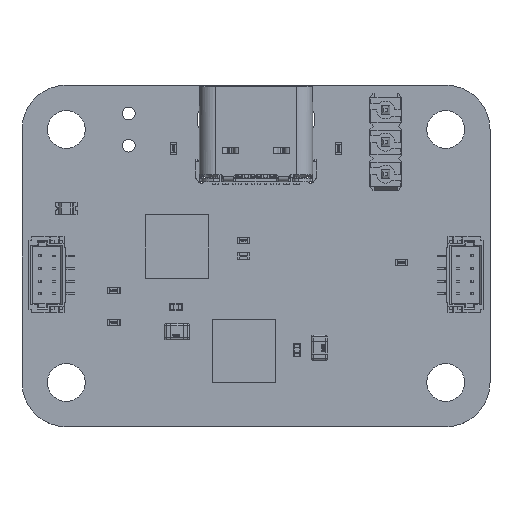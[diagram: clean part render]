
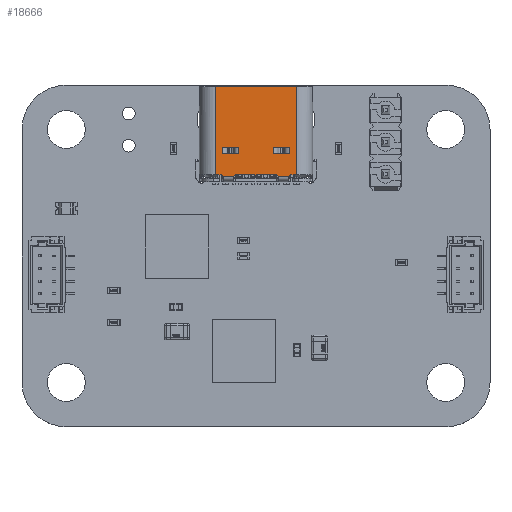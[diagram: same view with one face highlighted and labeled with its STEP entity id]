
A CAD part, top view. The second image highlights one B-rep face of the part: STEP entity #18666.
In plain terms, the highlighted face is planar.
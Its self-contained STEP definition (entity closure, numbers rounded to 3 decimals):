
#11486 = VERTEX_POINT('',#11487);
#11487 = CARTESIAN_POINT('',(11.414,14.75,
    13.429));
#11495 = EDGE_CURVE('',#11496,#11486,#11498,.T.);
#11496 = VERTEX_POINT('',#11497);
#11497 = CARTESIAN_POINT('',(11.414,14.75,
    14.296));
#11498 = LINE('',#11499,#11500);
#11499 = CARTESIAN_POINT('',(11.414,14.75,
    11.867));
#11500 = VECTOR('',#11501,1.);
#11501 = DIRECTION('',(0.,0.,-1.));
#11533 = EDGE_CURVE('',#11486,#11534,#11536,.T.);
#11534 = VERTEX_POINT('',#11535);
#11535 = CARTESIAN_POINT('',(11.314,14.75,13.287)
  );
#11536 = CIRCLE('',#11537,0.15);
#11537 = AXIS2_PLACEMENT_3D('',#11538,#11539,#11540);
#11538 = CARTESIAN_POINT('',(11.464,14.75,
    13.287));
#11539 = DIRECTION('',(0.,-1.,0.));
#11540 = DIRECTION('',(0.,0.,1.));
#11935 = VERTEX_POINT('',#11936);
#11936 = CARTESIAN_POINT('',(9.614,14.75,
    17.397));
#11943 = EDGE_CURVE('',#11944,#11935,#11946,.T.);
#11944 = VERTEX_POINT('',#11945);
#11945 = CARTESIAN_POINT('',(9.114,14.75,
    17.397));
#11946 = LINE('',#11947,#11948);
#11947 = CARTESIAN_POINT('',(11.664,14.75,
    17.397));
#11948 = VECTOR('',#11949,1.);
#11949 = DIRECTION('',(1.,0.,0.));
#12382 = VERTEX_POINT('',#12383);
#12383 = CARTESIAN_POINT('',(4.334,14.75,19.227)
  );
#12390 = EDGE_CURVE('',#12391,#12382,#12393,.T.);
#12391 = VERTEX_POINT('',#12392);
#12392 = CARTESIAN_POINT('',(4.334,14.75,12.847)
  );
#12393 = LINE('',#12394,#12395);
#12394 = CARTESIAN_POINT('',(4.334,14.75,
    11.867));
#12395 = VECTOR('',#12396,1.);
#12396 = DIRECTION('',(0.,0.,1.));
#13611 = VERTEX_POINT('',#13612);
#13612 = CARTESIAN_POINT('',(11.314,14.75,19.227)
  );
#13619 = EDGE_CURVE('',#12382,#13611,#13620,.T.);
#13620 = LINE('',#13621,#13622);
#13621 = CARTESIAN_POINT('',(11.664,14.75,
    19.227));
#13622 = VECTOR('',#13623,1.);
#13623 = DIRECTION('',(1.,0.,0.));
#13888 = VERTEX_POINT('',#13889);
#13889 = CARTESIAN_POINT('',(11.314,14.75,18.787)
  );
#13895 = EDGE_CURVE('',#13611,#13888,#13896,.T.);
#13896 = LINE('',#13897,#13898);
#13897 = CARTESIAN_POINT('',(11.314,14.75,
    11.567));
#13898 = VECTOR('',#13899,1.);
#13899 = DIRECTION('',(0.,0.,-1.));
#16872 = VERTEX_POINT('',#16873);
#16873 = CARTESIAN_POINT('',(11.314,14.75,14.437)
  );
#16879 = EDGE_CURVE('',#16872,#11496,#16880,.T.);
#16880 = CIRCLE('',#16881,0.15);
#16881 = AXIS2_PLACEMENT_3D('',#16882,#16883,#16884);
#16882 = CARTESIAN_POINT('',(11.464,14.75,
    14.437));
#16883 = DIRECTION('',(0.,-1.,0.));
#16884 = DIRECTION('',(0.,0.,1.));
#18666 = ADVANCED_FACE('',(#18667,#18721,#18746),#18780,.T.);
#18667 = FACE_BOUND('',#18668,.T.);
#18668 = EDGE_LOOP('',(#18669,#18678,#18686,#18695,#18701,#18702,#18703,
    #18704,#18712,#18718,#18719,#18720));
#18669 = ORIENTED_EDGE('',*,*,#18670,.T.);
#18670 = EDGE_CURVE('',#13888,#18671,#18673,.T.);
#18671 = VERTEX_POINT('',#18672);
#18672 = CARTESIAN_POINT('',(11.414,14.75,
    18.646));
#18673 = CIRCLE('',#18674,0.15);
#18674 = AXIS2_PLACEMENT_3D('',#18675,#18676,#18677);
#18675 = CARTESIAN_POINT('',(11.464,14.75,
    18.787));
#18676 = DIRECTION('',(0.,-1.,0.));
#18677 = DIRECTION('',(0.,0.,1.));
#18678 = ORIENTED_EDGE('',*,*,#18679,.T.);
#18679 = EDGE_CURVE('',#18671,#18680,#18682,.T.);
#18680 = VERTEX_POINT('',#18681);
#18681 = CARTESIAN_POINT('',(11.414,14.75,
    17.779));
#18682 = LINE('',#18683,#18684);
#18683 = CARTESIAN_POINT('',(11.414,14.75,
    11.867));
#18684 = VECTOR('',#18685,1.);
#18685 = DIRECTION('',(0.,0.,-1.));
#18686 = ORIENTED_EDGE('',*,*,#18687,.T.);
#18687 = EDGE_CURVE('',#18680,#18688,#18690,.T.);
#18688 = VERTEX_POINT('',#18689);
#18689 = CARTESIAN_POINT('',(11.314,14.75,17.637)
  );
#18690 = CIRCLE('',#18691,0.15);
#18691 = AXIS2_PLACEMENT_3D('',#18692,#18693,#18694);
#18692 = CARTESIAN_POINT('',(11.464,14.75,
    17.637));
#18693 = DIRECTION('',(0.,-1.,0.));
#18694 = DIRECTION('',(0.,0.,1.));
#18695 = ORIENTED_EDGE('',*,*,#18696,.T.);
#18696 = EDGE_CURVE('',#18688,#16872,#18697,.T.);
#18697 = LINE('',#18698,#18699);
#18698 = CARTESIAN_POINT('',(11.314,14.75,
    11.867));
#18699 = VECTOR('',#18700,1.);
#18700 = DIRECTION('',(0.,0.,-1.));
#18701 = ORIENTED_EDGE('',*,*,#16879,.T.);
#18702 = ORIENTED_EDGE('',*,*,#11495,.T.);
#18703 = ORIENTED_EDGE('',*,*,#11533,.T.);
#18704 = ORIENTED_EDGE('',*,*,#18705,.T.);
#18705 = EDGE_CURVE('',#11534,#18706,#18708,.T.);
#18706 = VERTEX_POINT('',#18707);
#18707 = CARTESIAN_POINT('',(11.314,14.75,12.847)
  );
#18708 = LINE('',#18709,#18710);
#18709 = CARTESIAN_POINT('',(11.314,14.75,
    11.567));
#18710 = VECTOR('',#18711,1.);
#18711 = DIRECTION('',(0.,0.,-1.));
#18712 = ORIENTED_EDGE('',*,*,#18713,.T.);
#18713 = EDGE_CURVE('',#18706,#12391,#18714,.T.);
#18714 = LINE('',#18715,#18716);
#18715 = CARTESIAN_POINT('',(11.664,14.75,
    12.847));
#18716 = VECTOR('',#18717,1.);
#18717 = DIRECTION('',(-1.,0.,0.));
#18718 = ORIENTED_EDGE('',*,*,#12390,.T.);
#18719 = ORIENTED_EDGE('',*,*,#13619,.T.);
#18720 = ORIENTED_EDGE('',*,*,#13895,.T.);
#18721 = FACE_BOUND('',#18722,.T.);
#18722 = EDGE_LOOP('',(#18723,#18731,#18739,#18745));
#18723 = ORIENTED_EDGE('',*,*,#18724,.T.);
#18724 = EDGE_CURVE('',#11935,#18725,#18727,.T.);
#18725 = VERTEX_POINT('',#18726);
#18726 = CARTESIAN_POINT('',(9.614,14.75,
    18.677));
#18727 = LINE('',#18728,#18729);
#18728 = CARTESIAN_POINT('',(9.614,14.75,
    11.867));
#18729 = VECTOR('',#18730,1.);
#18730 = DIRECTION('',(0.,0.,1.));
#18731 = ORIENTED_EDGE('',*,*,#18732,.T.);
#18732 = EDGE_CURVE('',#18725,#18733,#18735,.T.);
#18733 = VERTEX_POINT('',#18734);
#18734 = CARTESIAN_POINT('',(9.114,14.75,
    18.677));
#18735 = LINE('',#18736,#18737);
#18736 = CARTESIAN_POINT('',(11.664,14.75,
    18.677));
#18737 = VECTOR('',#18738,1.);
#18738 = DIRECTION('',(-1.,0.,0.));
#18739 = ORIENTED_EDGE('',*,*,#18740,.T.);
#18740 = EDGE_CURVE('',#18733,#11944,#18741,.T.);
#18741 = LINE('',#18742,#18743);
#18742 = CARTESIAN_POINT('',(9.114,14.75,
    11.867));
#18743 = VECTOR('',#18744,1.);
#18744 = DIRECTION('',(0.,0.,-1.));
#18745 = ORIENTED_EDGE('',*,*,#11943,.T.);
#18746 = FACE_BOUND('',#18747,.T.);
#18747 = EDGE_LOOP('',(#18748,#18758,#18766,#18774));
#18748 = ORIENTED_EDGE('',*,*,#18749,.T.);
#18749 = EDGE_CURVE('',#18750,#18752,#18754,.T.);
#18750 = VERTEX_POINT('',#18751);
#18751 = CARTESIAN_POINT('',(9.614,14.75,
    14.677));
#18752 = VERTEX_POINT('',#18753);
#18753 = CARTESIAN_POINT('',(9.114,14.75,
    14.677));
#18754 = LINE('',#18755,#18756);
#18755 = CARTESIAN_POINT('',(11.664,14.75,
    14.677));
#18756 = VECTOR('',#18757,1.);
#18757 = DIRECTION('',(-1.,0.,0.));
#18758 = ORIENTED_EDGE('',*,*,#18759,.T.);
#18759 = EDGE_CURVE('',#18752,#18760,#18762,.T.);
#18760 = VERTEX_POINT('',#18761);
#18761 = CARTESIAN_POINT('',(9.114,14.75,
    13.397));
#18762 = LINE('',#18763,#18764);
#18763 = CARTESIAN_POINT('',(9.114,14.75,
    11.867));
#18764 = VECTOR('',#18765,1.);
#18765 = DIRECTION('',(0.,0.,-1.));
#18766 = ORIENTED_EDGE('',*,*,#18767,.T.);
#18767 = EDGE_CURVE('',#18760,#18768,#18770,.T.);
#18768 = VERTEX_POINT('',#18769);
#18769 = CARTESIAN_POINT('',(9.614,14.75,
    13.397));
#18770 = LINE('',#18771,#18772);
#18771 = CARTESIAN_POINT('',(11.664,14.75,
    13.397));
#18772 = VECTOR('',#18773,1.);
#18773 = DIRECTION('',(1.,0.,0.));
#18774 = ORIENTED_EDGE('',*,*,#18775,.T.);
#18775 = EDGE_CURVE('',#18768,#18750,#18776,.T.);
#18776 = LINE('',#18777,#18778);
#18777 = CARTESIAN_POINT('',(9.614,14.75,
    11.867));
#18778 = VECTOR('',#18779,1.);
#18779 = DIRECTION('',(0.,0.,1.));
#18780 = PLANE('',#18781);
#18781 = AXIS2_PLACEMENT_3D('',#18782,#18783,#18784);
#18782 = CARTESIAN_POINT('',(11.664,14.75,11.867)
  );
#18783 = DIRECTION('',(0.,1.,0.));
#18784 = DIRECTION('',(1.,0.,-0.));
